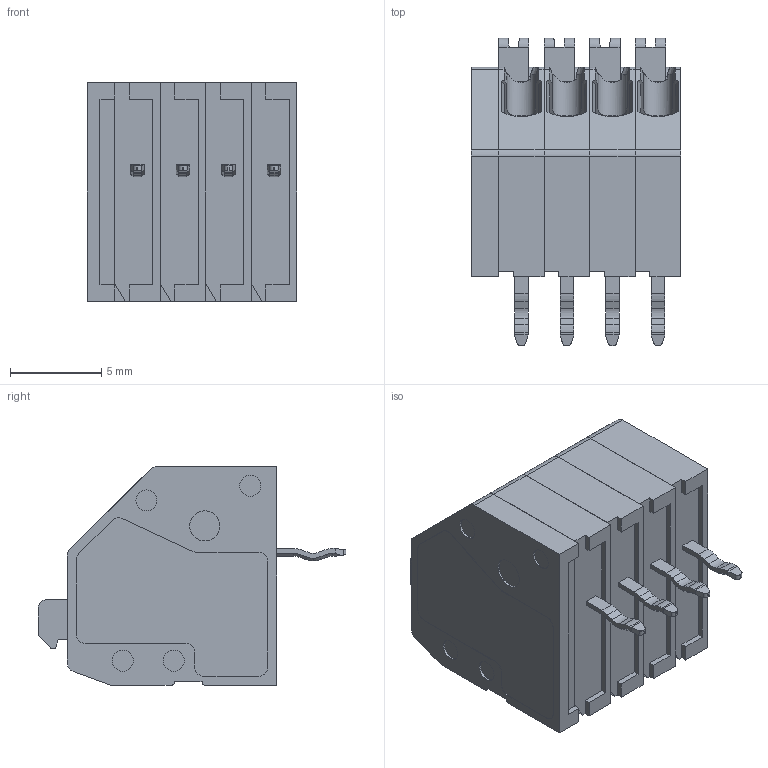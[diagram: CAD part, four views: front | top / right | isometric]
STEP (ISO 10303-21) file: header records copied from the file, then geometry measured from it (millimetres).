
FILE_DESCRIPTION (( 'STEP AP214' ), '1' );
FILE_NAME ('1989764.STEP', '2025-01-30T12:51:13', ( 'LENOVO' ), ( '' ), 'SwSTEP 2.0', 'SolidWorks 2021', '' );
FILE_SCHEMA (( 'AUTOMOTIVE_DESIGN' ));
Length unit declared in the file: millimetre
Products named in the file (1): 1989764
Bounding box: 11.5 x 16.9 x 12 mm (x, y, z)
Volume: 1244.6 mm3; surface area: 2505.3 mm2
Topology: 9 solids, 9 shells, 732 faces, 1867 edges, 1198 vertices
Faces by surface type: plane 435, cylinder 213, cone 84
Entity records: 22175 total; most frequent: CARTESIAN_POINT 4278, ORIENTED_EDGE 3734, DIRECTION 3675, EDGE_CURVE 1867, VECTOR 1285, LINE 1285, VERTEX_POINT 1198, AXIS2_PLACEMENT_3D 1195
